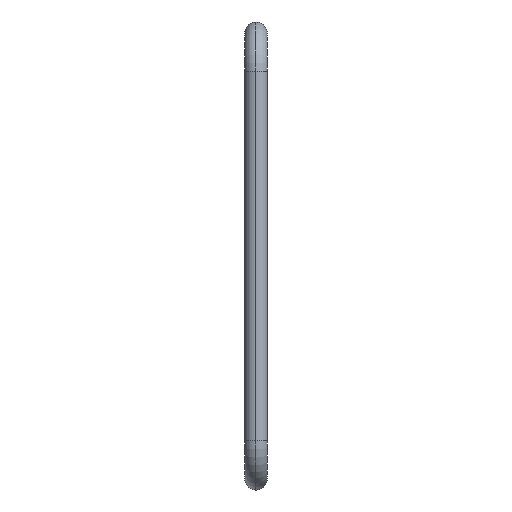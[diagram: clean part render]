
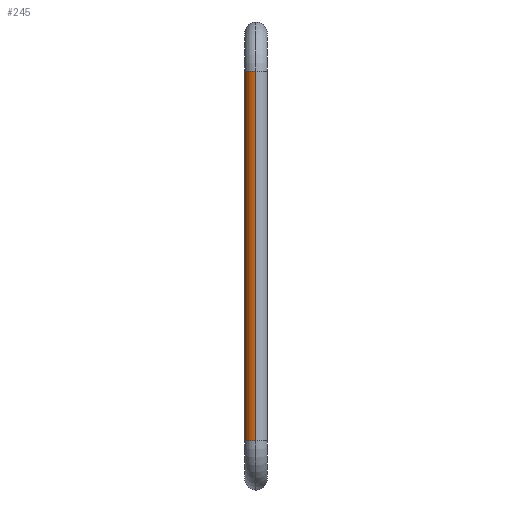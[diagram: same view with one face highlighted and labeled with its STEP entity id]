
A CAD part, left-side view. The second image highlights one B-rep face of the part: STEP entity #245.
In plain terms, the highlighted cylindrical face has radius 1.2 mm (diameter 2.4 mm), a partial arc.
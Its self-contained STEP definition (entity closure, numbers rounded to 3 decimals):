
#3 = VECTOR ( 'NONE', #68, 1000. ) ;
#21 = ORIENTED_EDGE ( 'NONE', *, *, #149, .F. ) ;
#44 = CIRCLE ( 'NONE', #437, 1.2 ) ;
#68 = DIRECTION ( 'NONE',  ( 0., 0., -1. ) ) ;
#85 = LINE ( 'NONE', #300, #3 ) ;
#102 = ORIENTED_EDGE ( 'NONE', *, *, #454, .T. ) ;
#116 = LINE ( 'NONE', #203, #332 ) ;
#119 = EDGE_CURVE ( 'NONE', #125, #213, #85, .T. ) ;
#120 = DIRECTION ( 'NONE',  ( 1., 0., 0. ) ) ;
#125 = VERTEX_POINT ( 'NONE', #344 ) ;
#130 = FACE_OUTER_BOUND ( 'NONE', #475, .T. ) ;
#149 = EDGE_CURVE ( 'NONE', #262, #125, #305, .T. ) ;
#154 = CARTESIAN_POINT ( 'NONE',  ( 1.2, 0., 19.5 ) ) ;
#195 = CARTESIAN_POINT ( 'NONE',  ( 0., 0., -19.5 ) ) ;
#201 = CARTESIAN_POINT ( 'NONE',  ( 1.2, 0., -19.5 ) ) ;
#203 = CARTESIAN_POINT ( 'NONE',  ( 1.2, 0., 19.5 ) ) ;
#213 = VERTEX_POINT ( 'NONE', #425 ) ;
#245 = ADVANCED_FACE ( 'NONE', ( #130 ), #277, .T. ) ;
#262 = VERTEX_POINT ( 'NONE', #154 ) ;
#266 = AXIS2_PLACEMENT_3D ( 'NONE', #423, #312, #469 ) ;
#275 = DIRECTION ( 'NONE',  ( 0., 0., -1. ) ) ;
#277 = CYLINDRICAL_SURFACE ( 'NONE', #367, 1.2 ) ;
#281 = DIRECTION ( 'NONE',  ( 0., 0., -1. ) ) ;
#297 = ORIENTED_EDGE ( 'NONE', *, *, #350, .T. ) ;
#300 = CARTESIAN_POINT ( 'NONE',  ( -1.2, 0., 19.5 ) ) ;
#305 = CIRCLE ( 'NONE', #266, 1.2 ) ;
#312 = DIRECTION ( 'NONE',  ( 0., 0., 1. ) ) ;
#332 = VECTOR ( 'NONE', #281, 1000. ) ;
#344 = CARTESIAN_POINT ( 'NONE',  ( -1.2, 0., 19.5 ) ) ;
#350 = EDGE_CURVE ( 'NONE', #466, #213, #44, .T. ) ;
#367 = AXIS2_PLACEMENT_3D ( 'NONE', #468, #275, #396 ) ;
#396 = DIRECTION ( 'NONE',  ( -1., 0., 0. ) ) ;
#423 = CARTESIAN_POINT ( 'NONE',  ( 0., 0., 19.5 ) ) ;
#425 = CARTESIAN_POINT ( 'NONE',  ( -1.2, 0., -19.5 ) ) ;
#436 = DIRECTION ( 'NONE',  ( 0., 0., 1. ) ) ;
#437 = AXIS2_PLACEMENT_3D ( 'NONE', #195, #436, #120 ) ;
#453 = ORIENTED_EDGE ( 'NONE', *, *, #119, .F. ) ;
#454 = EDGE_CURVE ( 'NONE', #262, #466, #116, .T. ) ;
#466 = VERTEX_POINT ( 'NONE', #201 ) ;
#468 = CARTESIAN_POINT ( 'NONE',  ( 0., 0., 19.5 ) ) ;
#469 = DIRECTION ( 'NONE',  ( 1., 0., 0. ) ) ;
#475 = EDGE_LOOP ( 'NONE', ( #21, #102, #297, #453 ) ) ;
